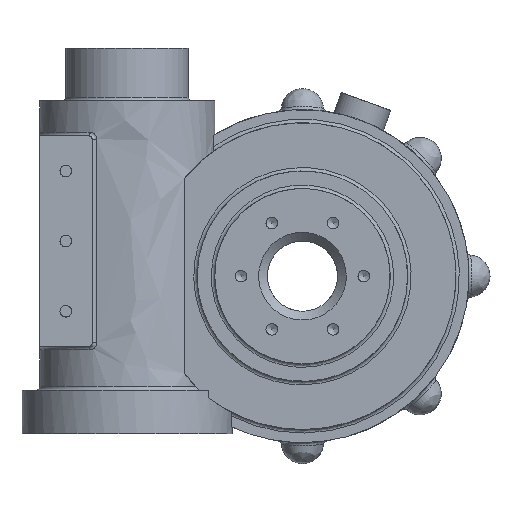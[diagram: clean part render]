
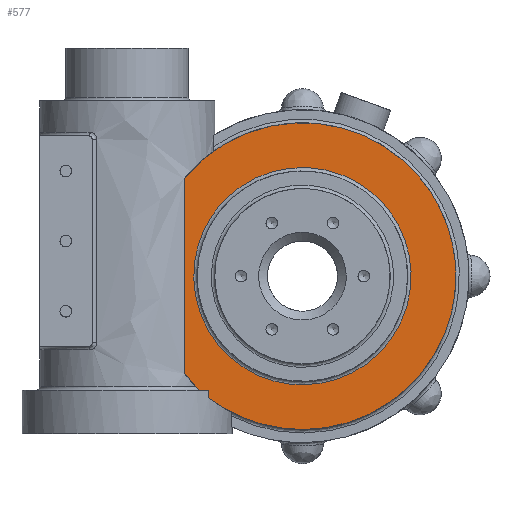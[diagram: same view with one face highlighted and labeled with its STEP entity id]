
A CAD part, front view. The second image highlights one B-rep face of the part: STEP entity #577.
In plain terms, the highlighted free-form (B-spline) face has degree [1, 1] with [2, 2] control points.
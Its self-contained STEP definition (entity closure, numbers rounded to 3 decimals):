
#372 = VERTEX_POINT('',#373);
#373 = CARTESIAN_POINT('',(-80.306,-45.207,
    -66.232));
#386 = EDGE_CURVE('',#387,#372,#389,.T.);
#387 = VERTEX_POINT('',#388);
#388 = CARTESIAN_POINT('',(-80.306,-45.207,
    66.232));
#389 = B_SPLINE_CURVE_WITH_KNOTS('',1,(#390,#391),.UNSPECIFIED.,.F.,.F.,
  (2,2),(-38.173,73.173),.PIECEWISE_BEZIER_KNOTS.);
#390 = CARTESIAN_POINT('',(-80.306,-45.207,
    66.232));
#391 = CARTESIAN_POINT('',(-80.306,-45.207,
    -66.232));
#524 = VERTEX_POINT('',#525);
#525 = CARTESIAN_POINT('',(0.,-45.207,
    -73.759));
#531 = EDGE_CURVE('',#524,#524,#532,.T.);
#532 = ( BOUNDED_CURVE() B_SPLINE_CURVE(2,(#533,#534,#535,#536,#537,#538
,#539),.UNSPECIFIED.,.T.,.F.) B_SPLINE_CURVE_WITH_KNOTS((3,2,2,3),(
    1.571,3.665,5.76,7.854),
.PIECEWISE_BEZIER_KNOTS.) CURVE() GEOMETRIC_REPRESENTATION_ITEM() 
RATIONAL_B_SPLINE_CURVE((1.,0.5,1.,0.5,1.,0.5,1.)) REPRESENTATION_ITEM(
  '') );
#533 = CARTESIAN_POINT('',(0.,-45.207,
    -73.759));
#534 = CARTESIAN_POINT('',(127.754,-45.207,
    -73.759));
#535 = CARTESIAN_POINT('',(63.877,-45.207,
    36.879));
#536 = CARTESIAN_POINT('',(0.,-45.207,
    147.517));
#537 = CARTESIAN_POINT('',(-63.877,-45.207,36.879
    ));
#538 = CARTESIAN_POINT('',(-127.754,-45.207,
    -73.759));
#539 = CARTESIAN_POINT('',(0.,-45.207,
    -73.759));
#577 = ADVANCED_FACE('',(#578,#611),#614,.T.);
#578 = FACE_BOUND('',#579,.T.);
#579 = EDGE_LOOP('',(#580,#581,#589,#596,#603));
#580 = ORIENTED_EDGE('',*,*,#386,.T.);
#581 = ORIENTED_EDGE('',*,*,#582,.F.);
#582 = EDGE_CURVE('',#583,#372,#585,.T.);
#583 = VERTEX_POINT('',#584);
#584 = CARTESIAN_POINT('',(-69.686,-45.207,
    -77.328));
#585 = ( BOUNDED_CURVE() B_SPLINE_CURVE(2,(#586,#587,#588),
.UNSPECIFIED.,.F.,.F.) B_SPLINE_CURVE_WITH_KNOTS((3,3),(2.304,
2.452),.PIECEWISE_BEZIER_KNOTS.) CURVE() 
GEOMETRIC_REPRESENTATION_ITEM() RATIONAL_B_SPLINE_CURVE((1.,
0.997,1.)) REPRESENTATION_ITEM('') );
#586 = CARTESIAN_POINT('',(-69.686,-45.207,
    -77.328));
#587 = CARTESIAN_POINT('',(-75.407,-45.207,
    -72.172));
#588 = CARTESIAN_POINT('',(-80.306,-45.207,
    -66.232));
#589 = ORIENTED_EDGE('',*,*,#590,.T.);
#590 = EDGE_CURVE('',#583,#591,#593,.T.);
#591 = VERTEX_POINT('',#592);
#592 = CARTESIAN_POINT('',(-63.726,-45.207,
    -77.328));
#593 = B_SPLINE_CURVE_WITH_KNOTS('',1,(#594,#595),.UNSPECIFIED.,.F.,.F.,
  (2,2),(-22.327,-17.317),.PIECEWISE_BEZIER_KNOTS.);
#594 = CARTESIAN_POINT('',(-69.686,-45.207,
    -77.328));
#595 = CARTESIAN_POINT('',(-63.726,-45.207,
    -77.328));
#596 = ORIENTED_EDGE('',*,*,#597,.T.);
#597 = EDGE_CURVE('',#591,#598,#600,.T.);
#598 = VERTEX_POINT('',#599);
#599 = CARTESIAN_POINT('',(-63.726,-45.207,
    -82.308));
#600 = B_SPLINE_CURVE_WITH_KNOTS('',1,(#601,#602),.UNSPECIFIED.,.F.,.F.,
  (2,2),(-12.5,-8.313),.PIECEWISE_BEZIER_KNOTS.);
#601 = CARTESIAN_POINT('',(-63.726,-45.207,
    -77.328));
#602 = CARTESIAN_POINT('',(-63.726,-45.207,
    -82.308));
#603 = ORIENTED_EDGE('',*,*,#604,.F.);
#604 = EDGE_CURVE('',#387,#598,#605,.T.);
#605 = ( BOUNDED_CURVE() B_SPLINE_CURVE(2,(#606,#607,#608,#609,#610),
.UNSPECIFIED.,.F.,.F.) B_SPLINE_CURVE_WITH_KNOTS((3,2,3),(3.831
,6.172,8.513),.PIECEWISE_BEZIER_KNOTS.) CURVE() 
GEOMETRIC_REPRESENTATION_ITEM() RATIONAL_B_SPLINE_CURVE((1.,
0.39,1.,0.39,1.)) REPRESENTATION_ITEM('') );
#606 = CARTESIAN_POINT('',(-80.306,-45.207,
    66.232));
#607 = CARTESIAN_POINT('',(76.171,-45.207,
    255.962));
#608 = CARTESIAN_POINT('',(103.452,-45.207,
    11.547));
#609 = CARTESIAN_POINT('',(130.733,-45.207,
    -232.867));
#610 = CARTESIAN_POINT('',(-63.726,-45.207,
    -82.308));
#611 = FACE_BOUND('',#612,.T.);
#612 = EDGE_LOOP('',(#613));
#613 = ORIENTED_EDGE('',*,*,#531,.F.);
#614 = B_SPLINE_SURFACE_WITH_KNOTS('',1,1,(
    (#615,#616)
    ,(#617,#618
    )),.UNSPECIFIED.,.F.,.F.,.F.,(2,2),(2,2),(-87.5,87.5),(
    -155.004,0.),.PIECEWISE_BEZIER_KNOTS.);
#615 = CARTESIAN_POINT('',(-80.306,-45.207,
    104.095));
#616 = CARTESIAN_POINT('',(104.095,-45.207,
    104.095));
#617 = CARTESIAN_POINT('',(-80.306,-45.207,
    -104.095));
#618 = CARTESIAN_POINT('',(104.095,-45.207,
    -104.095));
